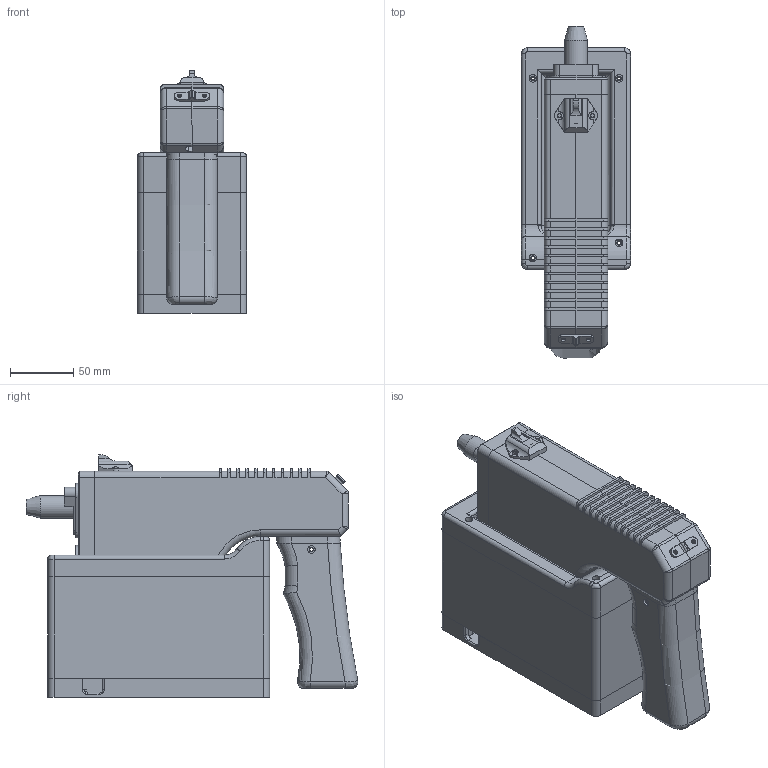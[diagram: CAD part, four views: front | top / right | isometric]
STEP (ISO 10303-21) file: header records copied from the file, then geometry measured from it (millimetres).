
FILE_DESCRIPTION(/* description */ (''),/* implementation_level */ '2;1');
FILE_NAME(/* name */ 'Console.step',/* time_stamp */ '2021-01-11T17:21:14+01:00',/* author */ (''),/* organization */ (''),/* preprocessor_version */ 'ST-DEVELOPER v18.1',/* originating_system */ 'Autodesk Translation Framework v9.7.1.1290',/* authorisation */ '');
FILE_SCHEMA (('AUTOMOTIVE_DESIGN { 1 0 10303 214 3 1 1 }'));
Length unit declared in the file: millimetre
Products named in the file (3): Console; Body; Handvat v2
Assembly tree (2 placements, depth 3):
  Console
    Body
      Handvat v2
Bounding box: 86 x 261.63 x 191.2 mm (x, y, z)
Volume: 764431.8 mm3; surface area: 348674.1 mm2
Topology: 16 solids, 16 shells, 860 faces, 2234 edges, 1444 vertices
Faces by surface type: plane 446, cylinder 339, torus 39, bspline 28, cone 6, sphere 2
Full cylindrical faces by diameter (mm): 1 x2, 1.7 x2, 1.8 x6, 2 x2, 2.8 x31, 3.5 x32, 4 x4, 5.1 x1, 6 x18, 7 x3, 7.5 x1, 10.5 x1, 16.9 x2, 17.55 x1, 18 x2, 18.5 x2, 20.5 x2
Entity records: 28454 total; most frequent: CARTESIAN_POINT 6621, DIRECTION 4572, ORIENTED_EDGE 4448, EDGE_CURVE 2224, AXIS2_PLACEMENT_3D 1584, VERTEX_POINT 1444, LINE 1404, VECTOR 1404
